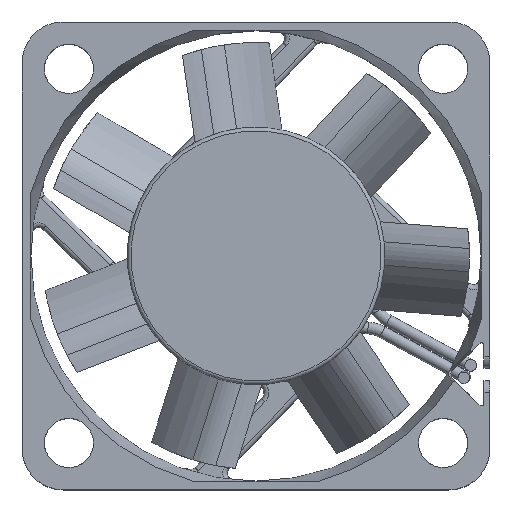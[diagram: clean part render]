
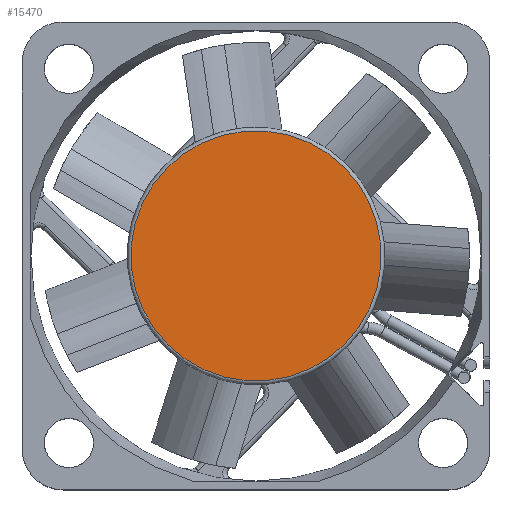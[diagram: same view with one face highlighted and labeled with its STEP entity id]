
A CAD part, top view. The second image highlights one B-rep face of the part: STEP entity #15470.
In plain terms, the highlighted planar face has unit normal (0, 0, 1).
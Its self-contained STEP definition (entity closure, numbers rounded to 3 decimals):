
#4049=PLANE('',#16611);
#4682=FACE_OUTER_BOUND('',#5543,.T.);
#5543=EDGE_LOOP('',(#12015));
#6917=CIRCLE('',#16612,10.7);
#7426=VERTEX_POINT('',#23161);
#9146=EDGE_CURVE('',#7426,#7426,#6917,.T.);
#12015=ORIENTED_EDGE('',*,*,#9146,.T.);
#15470=ADVANCED_FACE('',(#4682),#4049,.T.);
#16611=AXIS2_PLACEMENT_3D('',#23160,#18410,#18411);
#16612=AXIS2_PLACEMENT_3D('',#23162,#18412,#18413);
#18410=DIRECTION('center_axis',(0.,0.,1.));
#18411=DIRECTION('ref_axis',(1.,0.,0.));
#18412=DIRECTION('center_axis',(0.,0.,1.));
#18413=DIRECTION('ref_axis',(1.,0.,0.));
#23160=CARTESIAN_POINT('Origin',(0.,0.,6.5));
#23161=CARTESIAN_POINT('',(-10.7,0.,6.5));
#23162=CARTESIAN_POINT('Origin',(0.,0.,6.5));
